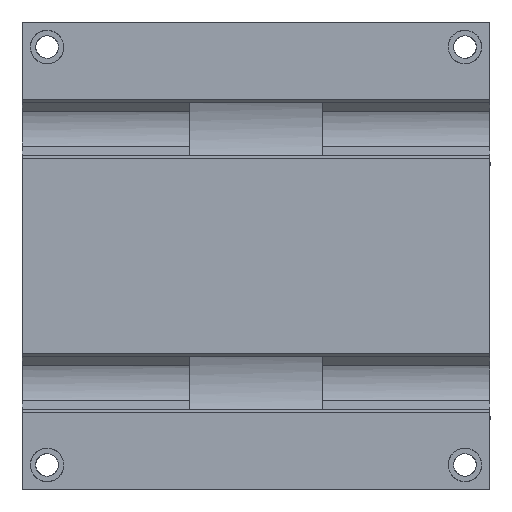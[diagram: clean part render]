
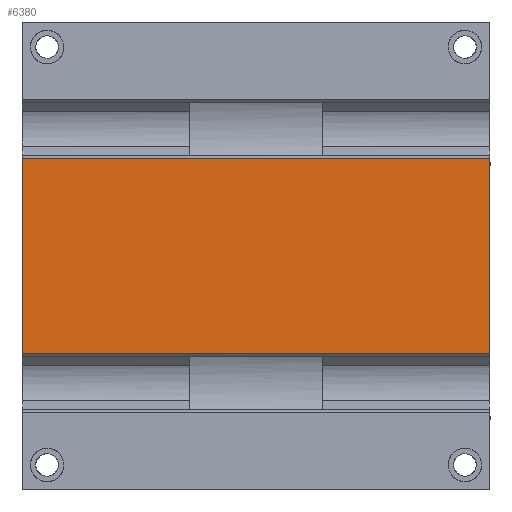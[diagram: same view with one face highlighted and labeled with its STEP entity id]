
A CAD part, front view. The second image highlights one B-rep face of the part: STEP entity #6380.
In plain terms, the highlighted free-form (B-spline) face has degree [1, 1] with [2, 2] control points.
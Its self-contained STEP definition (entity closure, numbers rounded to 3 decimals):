
#6030 = CARTESIAN_POINT ('', (0., 0., 58.36));
#6040 = VERTEX_POINT ('', #6030);
#6050 = CARTESIAN_POINT ('', (0., 0., -58.36));
#6060 = VERTEX_POINT ('', #6050);
#6070 = CARTESIAN_POINT ('', (0., 0., 58.36));
#6080 = CARTESIAN_POINT ('', (0., 0., -58.36));
#6090 = B_SPLINE_CURVE_WITH_KNOTS ('', 1, (#6070, #6080), .UNSPECIFIED., .F., .U., (2, 2), (0., 1.), .UNSPECIFIED.);
#6100 = EDGE_CURVE ('', #6040, #6060, #6090, .T.);
#6110 = ORIENTED_EDGE ('', *, *, #6100, .T.);
#6120 = CARTESIAN_POINT ('', (280., 0., -58.36));
#6130 = VERTEX_POINT ('', #6120);
#6140 = CARTESIAN_POINT ('', (0., 0., -58.36));
#6150 = CARTESIAN_POINT ('', (280., 0., -58.36));
#6160 = B_SPLINE_CURVE_WITH_KNOTS ('', 1, (#6140, #6150), .UNSPECIFIED., .F., .U., (2, 2), (0., 1.), .UNSPECIFIED.);
#6170 = EDGE_CURVE ('', #6060, #6130, #6160, .T.);
#6180 = ORIENTED_EDGE ('', *, *, #6170, .T.);
#6190 = CARTESIAN_POINT ('', (280., 0., 58.36));
#6200 = VERTEX_POINT ('', #6190);
#6210 = CARTESIAN_POINT ('', (280., 0., -58.36));
#6220 = CARTESIAN_POINT ('', (280., 0., 58.36));
#6230 = B_SPLINE_CURVE_WITH_KNOTS ('', 1, (#6210, #6220), .UNSPECIFIED., .F., .U., (2, 2), (0., 1.), .UNSPECIFIED.);
#6240 = EDGE_CURVE ('', #6130, #6200, #6230, .T.);
#6250 = ORIENTED_EDGE ('', *, *, #6240, .T.);
#6260 = CARTESIAN_POINT ('', (280., 0., 58.36));
#6270 = CARTESIAN_POINT ('', (0., 0., 58.36));
#6280 = B_SPLINE_CURVE_WITH_KNOTS ('', 1, (#6260, #6270), .UNSPECIFIED., .F., .U., (2, 2), (0., 1.), .UNSPECIFIED.);
#6290 = EDGE_CURVE ('', #6200, #6040, #6280, .T.);
#6300 = ORIENTED_EDGE ('', *, *, #6290, .T.);
#6310 = EDGE_LOOP ('', (#6110, #6180, #6250, #6300));
#6320 = FACE_OUTER_BOUND ('', #6310, .T.);
#6330 = CARTESIAN_POINT ('', (0., 0., 58.36));
#6340 = CARTESIAN_POINT ('', (280., 0., 58.36));
#6350 = CARTESIAN_POINT ('', (0., 0., -58.36));
#6360 = CARTESIAN_POINT ('', (280., 0., -58.36));
#6370 = B_SPLINE_SURFACE_WITH_KNOTS ('', 1, 1, ((#6330, #6340), (#6350, #6360)), .UNSPECIFIED., .F., .F., .U., (2, 2), (2, 2), (0., 1.), (0., 1.), .UNSPECIFIED.);
#6380 = ADVANCED_FACE ('', (#6320), #6370, .T.);
